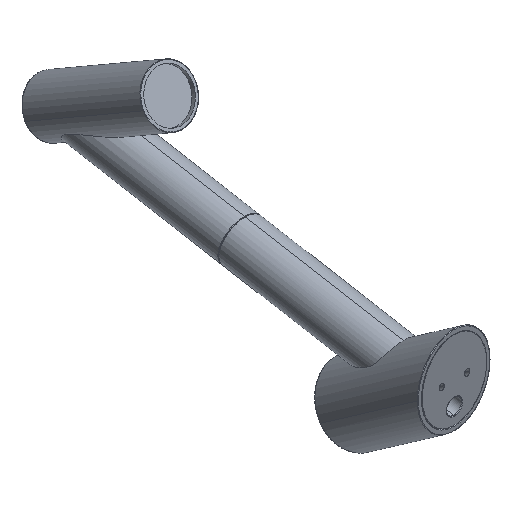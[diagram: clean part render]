
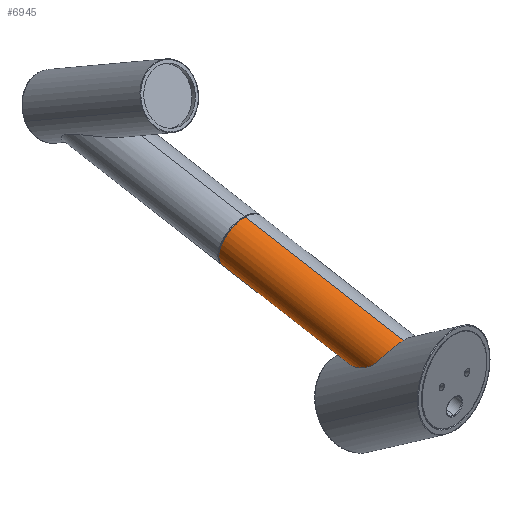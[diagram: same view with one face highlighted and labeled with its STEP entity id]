
A CAD part, isometric view. The second image highlights one B-rep face of the part: STEP entity #6945.
In plain terms, the highlighted cylindrical face has radius 17.462 mm (diameter 34.925 mm), a partial arc.
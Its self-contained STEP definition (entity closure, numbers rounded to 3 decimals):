
#279 = VECTOR ( 'NONE', #2474, 1000. ) ;
#587 = CARTESIAN_POINT ( 'NONE',  ( -15.135, 44.172, -1.541 ) ) ;
#626 = FACE_OUTER_BOUND ( 'NONE', #4769, .T. ) ;
#753 = CARTESIAN_POINT ( 'NONE',  ( 0., 167.826, 11.393 ) ) ;
#760 = CARTESIAN_POINT ( 'NONE',  ( -13.085, 69.363, -17.748 ) ) ;
#884 = CARTESIAN_POINT ( 'NONE',  ( -8.543, 76.155, -20.238 ) ) ;
#1539 = CARTESIAN_POINT ( 'NONE',  ( -14.793, 43.807, -1.027 ) ) ;
#1802 = CARTESIAN_POINT ( 'NONE',  ( -17.455, 53.354, -9.943 ) ) ;
#1825 = CARTESIAN_POINT ( 'NONE',  ( 0., 40.098, 6.603 ) ) ;
#1845 = CARTESIAN_POINT ( 'NONE',  ( -6.518, 78.067, -20.895 ) ) ;
#1888 = CARTESIAN_POINT ( 'NONE',  ( -16.976, 47.753, -5.579 ) ) ;
#1893 = DIRECTION ( 'NONE',  ( 0., -0.985, -0.174 ) ) ;
#2474 = DIRECTION ( 'NONE',  ( 0., 0.985, 0.174 ) ) ;
#2728 = CARTESIAN_POINT ( 'NONE',  ( 0., 40.098, 6.603 ) ) ;
#2766 = CARTESIAN_POINT ( 'NONE',  ( -10.684, 73.458, -19.281 ) ) ;
#2811 = CARTESIAN_POINT ( 'NONE',  ( -15.719, 62.593, -14.898 ) ) ;
#2896 = CARTESIAN_POINT ( 'NONE',  ( -7.815, 76.906, -20.498 ) ) ;
#2902 = DIRECTION ( 'NONE',  ( -1., 0., 0. ) ) ;
#2936 = CARTESIAN_POINT ( 'NONE',  ( -17.101, 48.268, -6.054 ) ) ;
#3445 = CIRCLE ( 'NONE', #8433, 17.462 ) ;
#3556 = CARTESIAN_POINT ( 'NONE',  ( -4.932, 40.323, 5.925 ) ) ;
#3582 = DIRECTION ( 'NONE',  ( 0., 0.985, 0.174 ) ) ;
#3717 = CARTESIAN_POINT ( 'NONE',  ( -9.458, 41.069, 3.966 ) ) ;
#3755 = DIRECTION ( 'NONE',  ( -1., 0., 0. ) ) ;
#3761 = CARTESIAN_POINT ( 'NONE',  ( -5.385, 78.879, -21.169 ) ) ;
#3810 = CARTESIAN_POINT ( 'NONE',  ( -1.449, 80.464, -21.696 ) ) ;
#3848 = CARTESIAN_POINT ( 'NONE',  ( -8.775, 75.898, -20.149 ) ) ;
#3888 = CARTESIAN_POINT ( 'NONE',  ( -15.904, 61.964, -14.609 ) ) ;
#3926 = CARTESIAN_POINT ( 'NONE',  ( -17.447, 51.006, -8.292 ) ) ;
#4289 = EDGE_CURVE ( 'NONE', #6744, #5792, #3445, .T. ) ;
#4504 = CIRCLE ( 'NONE', #4571, 17.462 ) ;
#4547 = CARTESIAN_POINT ( 'NONE',  ( -7.606, 40.674, 4.951 ) ) ;
#4571 = AXIS2_PLACEMENT_3D ( 'NONE', #753, #9680, #3755 ) ;
#4664 = CYLINDRICAL_SURFACE ( 'NONE', #5298, 17.462 ) ;
#4722 = CARTESIAN_POINT ( 'NONE',  ( -10.615, 41.414, 3.188 ) ) ;
#4769 = EDGE_LOOP ( 'NONE', ( #11812, #8866, #9435, #10346, #6324 ) ) ;
#4853 = CARTESIAN_POINT ( 'NONE',  ( -0.725, 80.557, -21.726 ) ) ;
#4888 = B_SPLINE_CURVE_WITH_KNOTS ( 'NONE', 3,
 ( #2728, #9596, #10587, #11588, #3556, #6541, #7525, #7650, #4547, #8635, #3717, #11454, #4722, #11633, #5719, #12613, #7486, #1539, #587, #9507, #9773, #6836, #9846, #1888, #2936, #5878, #7785, #3926, #10841, #1802, #8804, #7741, #5801, #11797, #7701, #3888, #2811, #11757, #12786, #8723, #760, #4931, #12658, #11716, #2766, #11675, #9725, #3848, #884, #11839, #2896, #9688, #1845, #3761, #6878, #10798, #6789, #3810, #4853, #10721 ),
 .UNSPECIFIED., .F., .F.,
 ( 4, 2, 2, 2, 2, 2, 2, 2, 2, 2, 2, 2, 2, 2, 2, 2, 2, 2, 2, 2, 2, 2, 2, 2, 2, 2, 2, 2, 2, 4 ),
 ( -0.03, -0.025, -0.024, -0.023, -0.021, -0.019, -0.018, -0.017, -0.013, -0.01, -0.008, -0.006, -0.004, -0.002, 0., 0.004, 0.009, 0.011, 0.013, 0.017, 0.021, 0.024, 0.026, 0.028, 0.029, 0.03, 0.032, 0.034, 0.036, 0.038 ),
 .UNSPECIFIED. ) ;
#4926 = VERTEX_POINT ( 'NONE', #1825 ) ;
#4931 = CARTESIAN_POINT ( 'NONE',  ( -12.124, 71.14, -18.425 ) ) ;
#4963 = LINE ( 'NONE', #7464, #10527 ) ;
#5239 = CARTESIAN_POINT ( 'NONE',  ( 0., 170.858, -5.804 ) ) ;
#5298 = AXIS2_PLACEMENT_3D ( 'NONE', #8534, #3582, #10486 ) ;
#5719 = CARTESIAN_POINT ( 'NONE',  ( -11.439, 41.711, 2.559 ) ) ;
#5792 = VERTEX_POINT ( 'NONE', #11012 ) ;
#5801 = CARTESIAN_POINT ( 'NONE',  ( -16.823, 58.225, -12.772 ) ) ;
#5878 = CARTESIAN_POINT ( 'NONE',  ( -17.293, 49.332, -6.976 ) ) ;
#6324 = ORIENTED_EDGE ( 'NONE', *, *, #4289, .T. ) ;
#6449 = CARTESIAN_POINT ( 'NONE',  ( -17.462, 167.826, 11.393 ) ) ;
#6541 = CARTESIAN_POINT ( 'NONE',  ( -5.617, 40.395, 5.718 ) ) ;
#6582 = VERTEX_POINT ( 'NONE', #11048 ) ;
#6744 = VERTEX_POINT ( 'NONE', #6449 ) ;
#6789 = CARTESIAN_POINT ( 'NONE',  ( -2.834, 80.121, -21.583 ) ) ;
#6836 = CARTESIAN_POINT ( 'NONE',  ( -16.463, 46.277, -4.093 ) ) ;
#6840 = CARTESIAN_POINT ( 'NONE',  ( 0., 167.826, 11.393 ) ) ;
#6878 = CARTESIAN_POINT ( 'NONE',  ( -4.787, 79.245, -21.292 ) ) ;
#6945 = ADVANCED_FACE ( 'NONE', ( #626 ), #4664, .T. ) ;
#7125 = EDGE_CURVE ( 'NONE', #4926, #12761, #4963, .T. ) ;
#7464 = CARTESIAN_POINT ( 'NONE',  ( 0., 164.793, 28.591 ) ) ;
#7486 = CARTESIAN_POINT ( 'NONE',  ( -13.641, 42.795, 0.503 ) ) ;
#7525 = CARTESIAN_POINT ( 'NONE',  ( -5.958, 40.436, 5.603 ) ) ;
#7529 = EDGE_CURVE ( 'NONE', #12761, #6744, #4504, .T. ) ;
#7650 = CARTESIAN_POINT ( 'NONE',  ( -6.96, 40.569, 5.233 ) ) ;
#7701 = CARTESIAN_POINT ( 'NONE',  ( -16.244, 60.713, -14.015 ) ) ;
#7741 = CARTESIAN_POINT ( 'NONE',  ( -17.046, 56.992, -12.111 ) ) ;
#7745 = LINE ( 'NONE', #5239, #279 ) ;
#7785 = CARTESIAN_POINT ( 'NONE',  ( -17.361, 49.88, -7.423 ) ) ;
#8008 = CARTESIAN_POINT ( 'NONE',  ( 0., 164.793, 28.591 ) ) ;
#8433 = AXIS2_PLACEMENT_3D ( 'NONE', #6840, #1893, #2902 ) ;
#8534 = CARTESIAN_POINT ( 'NONE',  ( 0., 167.826, 11.393 ) ) ;
#8635 = CARTESIAN_POINT ( 'NONE',  ( -8.855, 40.924, 4.317 ) ) ;
#8723 = CARTESIAN_POINT ( 'NONE',  ( -13.653, 68.155, -17.273 ) ) ;
#8804 = CARTESIAN_POINT ( 'NONE',  ( -17.362, 54.557, -10.697 ) ) ;
#8866 = ORIENTED_EDGE ( 'NONE', *, *, #12843, .F. ) ;
#8910 = EDGE_CURVE ( 'NONE', #6582, #5792, #7745, .T. ) ;
#9435 = ORIENTED_EDGE ( 'NONE', *, *, #7125, .T. ) ;
#9507 = CARTESIAN_POINT ( 'NONE',  ( -15.741, 44.958, -2.566 ) ) ;
#9596 = CARTESIAN_POINT ( 'NONE',  ( -1.444, 40.098, 6.603 ) ) ;
#9680 = DIRECTION ( 'NONE',  ( 0., -0.985, -0.174 ) ) ;
#9688 = CARTESIAN_POINT ( 'NONE',  ( -7.052, 77.621, -20.744 ) ) ;
#9725 = CARTESIAN_POINT ( 'NONE',  ( -9.453, 75.113, -19.873 ) ) ;
#9773 = CARTESIAN_POINT ( 'NONE',  ( -16.005, 45.378, -3.077 ) ) ;
#9846 = CARTESIAN_POINT ( 'NONE',  ( -16.658, 46.758, -4.599 ) ) ;
#10346 = ORIENTED_EDGE ( 'NONE', *, *, #7529, .T. ) ;
#10486 = DIRECTION ( 'NONE',  ( 0., -0.174, 0.985 ) ) ;
#10527 = VECTOR ( 'NONE', #10850, 1000. ) ;
#10587 = CARTESIAN_POINT ( 'NONE',  ( -2.857, 40.151, 6.434 ) ) ;
#10721 = CARTESIAN_POINT ( 'NONE',  ( 0., 80.557, -21.726 ) ) ;
#10798 = CARTESIAN_POINT ( 'NONE',  ( -3.502, 79.871, -21.5 ) ) ;
#10841 = CARTESIAN_POINT ( 'NONE',  ( -17.466, 51.585, -8.714 ) ) ;
#10850 = DIRECTION ( 'NONE',  ( 0., 0.985, 0.174 ) ) ;
#11012 = CARTESIAN_POINT ( 'NONE',  ( 0., 170.858, -5.804 ) ) ;
#11048 = CARTESIAN_POINT ( 'NONE',  ( 0., 80.557, -21.726 ) ) ;
#11454 = CARTESIAN_POINT ( 'NONE',  ( -10.329, 41.323, 3.389 ) ) ;
#11588 = CARTESIAN_POINT ( 'NONE',  ( -4.588, 40.291, 6.018 ) ) ;
#11633 = CARTESIAN_POINT ( 'NONE',  ( -11.17, 41.608, 2.772 ) ) ;
#11675 = CARTESIAN_POINT ( 'NONE',  ( -9.878, 74.571, -19.681 ) ) ;
#11716 = CARTESIAN_POINT ( 'NONE',  ( -11.066, 72.885, -19.073 ) ) ;
#11757 = CARTESIAN_POINT ( 'NONE',  ( -15.123, 64.468, -15.741 ) ) ;
#11797 = CARTESIAN_POINT ( 'NONE',  ( -16.4, 60.089, -13.711 ) ) ;
#11812 = ORIENTED_EDGE ( 'NONE', *, *, #8910, .F. ) ;
#11839 = CARTESIAN_POINT ( 'NONE',  ( -8.063, 76.659, -20.413 ) ) ;
#12613 = CARTESIAN_POINT ( 'NONE',  ( -12.739, 42.258, 1.463 ) ) ;
#12658 = CARTESIAN_POINT ( 'NONE',  ( -11.786, 71.726, -18.645 ) ) ;
#12761 = VERTEX_POINT ( 'NONE', #8008 ) ;
#12786 = CARTESIAN_POINT ( 'NONE',  ( -14.672, 65.707, -16.269 ) ) ;
#12843 = EDGE_CURVE ( 'NONE', #4926, #6582, #4888, .T. ) ;
